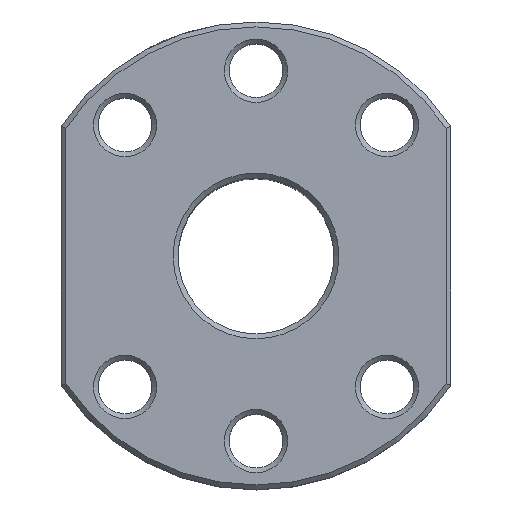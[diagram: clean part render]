
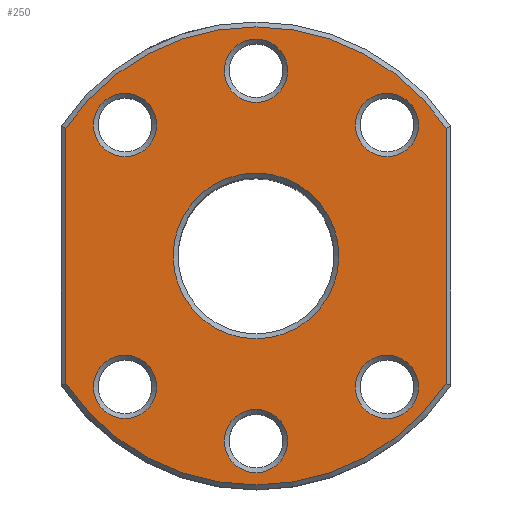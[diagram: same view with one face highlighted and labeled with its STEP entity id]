
A CAD part, top view. The second image highlights one B-rep face of the part: STEP entity #250.
In plain terms, the highlighted planar face has unit normal (0, 0, 1).
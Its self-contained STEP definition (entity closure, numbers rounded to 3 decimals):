
#223=CIRCLE('',#2315,3.25);
#224=CIRCLE('',#2316,3.25);
#225=CIRCLE('',#2317,3.25);
#226=CIRCLE('',#2318,3.25);
#227=CIRCLE('',#2319,3.25);
#228=CIRCLE('',#2320,3.25);
#229=CIRCLE('',#2321,23.5);
#230=CIRCLE('',#2322,23.5);
#231=CIRCLE('',#2323,8.5);
#250=ADVANCED_FACE('',(#481,#482,#483,#484,#485,#486,#487,#488),#374,.T.);
#374=PLANE('',#2324);
#481=FACE_BOUND('',#571,.T.);
#482=FACE_BOUND('',#572,.T.);
#483=FACE_BOUND('',#573,.T.);
#484=FACE_BOUND('',#574,.T.);
#485=FACE_BOUND('',#575,.T.);
#486=FACE_BOUND('',#576,.T.);
#487=FACE_BOUND('',#577,.T.);
#488=FACE_BOUND('',#578,.T.);
#571=EDGE_LOOP('',(#980));
#572=EDGE_LOOP('',(#981));
#573=EDGE_LOOP('',(#982));
#574=EDGE_LOOP('',(#983));
#575=EDGE_LOOP('',(#984));
#576=EDGE_LOOP('',(#985));
#577=EDGE_LOOP('',(#986,#987,#988,#989));
#578=EDGE_LOOP('',(#990));
#980=ORIENTED_EDGE('',*,*,#1772,.T.);
#981=ORIENTED_EDGE('',*,*,#1773,.T.);
#982=ORIENTED_EDGE('',*,*,#1774,.T.);
#983=ORIENTED_EDGE('',*,*,#1775,.T.);
#984=ORIENTED_EDGE('',*,*,#1776,.T.);
#985=ORIENTED_EDGE('',*,*,#1777,.T.);
#986=ORIENTED_EDGE('',*,*,#1778,.T.);
#987=ORIENTED_EDGE('',*,*,#1779,.T.);
#988=ORIENTED_EDGE('',*,*,#1780,.T.);
#989=ORIENTED_EDGE('',*,*,#1781,.T.);
#990=ORIENTED_EDGE('',*,*,#1782,.T.);
#1562=VERTEX_POINT('',#3481);
#1563=VERTEX_POINT('',#3483);
#1564=VERTEX_POINT('',#3485);
#1565=VERTEX_POINT('',#3487);
#1566=VERTEX_POINT('',#3489);
#1567=VERTEX_POINT('',#3491);
#1568=VERTEX_POINT('',#3493);
#1569=VERTEX_POINT('',#3494);
#1570=VERTEX_POINT('',#3496);
#1571=VERTEX_POINT('',#3498);
#1572=VERTEX_POINT('',#3501);
#1772=EDGE_CURVE('',#1562,#1562,#223,.T.);
#1773=EDGE_CURVE('',#1563,#1563,#224,.T.);
#1774=EDGE_CURVE('',#1564,#1564,#225,.T.);
#1775=EDGE_CURVE('',#1565,#1565,#226,.T.);
#1776=EDGE_CURVE('',#1566,#1566,#227,.T.);
#1777=EDGE_CURVE('',#1567,#1567,#228,.T.);
#1778=EDGE_CURVE('',#1568,#1569,#229,.T.);
#1779=EDGE_CURVE('',#1569,#1570,#2023,.T.);
#1780=EDGE_CURVE('',#1570,#1571,#230,.T.);
#1781=EDGE_CURVE('',#1571,#1568,#2024,.T.);
#1782=EDGE_CURVE('',#1572,#1572,#231,.T.);
#2023=LINE('',#3495,#2163);
#2024=LINE('',#3499,#2164);
#2163=VECTOR('',#2552,1.);
#2164=VECTOR('',#2555,1.);
#2315=AXIS2_PLACEMENT_3D('',#3480,#2538,#2539);
#2316=AXIS2_PLACEMENT_3D('',#3482,#2540,#2541);
#2317=AXIS2_PLACEMENT_3D('',#3484,#2542,#2543);
#2318=AXIS2_PLACEMENT_3D('',#3486,#2544,#2545);
#2319=AXIS2_PLACEMENT_3D('',#3488,#2546,#2547);
#2320=AXIS2_PLACEMENT_3D('',#3490,#2548,#2549);
#2321=AXIS2_PLACEMENT_3D('',#3492,#2550,#2551);
#2322=AXIS2_PLACEMENT_3D('',#3497,#2553,#2554);
#2323=AXIS2_PLACEMENT_3D('',#3500,#2556,#2557);
#2324=AXIS2_PLACEMENT_3D('',#3502,#2558,#2559);
#2538=DIRECTION('',(0.,0.,-1.));
#2539=DIRECTION('',(1.,0.,0.));
#2540=DIRECTION('',(0.,0.,-1.));
#2541=DIRECTION('',(1.,0.,0.));
#2542=DIRECTION('',(0.,0.,-1.));
#2543=DIRECTION('',(1.,0.,0.));
#2544=DIRECTION('',(0.,0.,-1.));
#2545=DIRECTION('',(1.,0.,0.));
#2546=DIRECTION('',(0.,0.,-1.));
#2547=DIRECTION('',(1.,0.,0.));
#2548=DIRECTION('',(0.,0.,-1.));
#2549=DIRECTION('',(1.,0.,0.));
#2550=DIRECTION('',(0.,0.,1.));
#2551=DIRECTION('',(1.,0.,0.));
#2552=DIRECTION('',(0.,-1.,0.));
#2553=DIRECTION('',(0.,0.,1.));
#2554=DIRECTION('',(1.,0.,0.));
#2555=DIRECTION('',(0.,1.,0.));
#2556=DIRECTION('',(0.,0.,-1.));
#2557=DIRECTION('',(1.,0.,0.));
#2558=DIRECTION('',(0.,0.,1.));
#2559=DIRECTION('',(-1.,0.,0.));
#3480=CARTESIAN_POINT('',(-13.435,13.435,0.));
#3481=CARTESIAN_POINT('',(-10.185,13.435,0.));
#3482=CARTESIAN_POINT('',(-13.435,-13.435,0.));
#3483=CARTESIAN_POINT('',(-10.185,-13.435,0.));
#3484=CARTESIAN_POINT('',(0.,-19.,0.));
#3485=CARTESIAN_POINT('',(3.25,-19.,0.));
#3486=CARTESIAN_POINT('',(0.,19.,0.));
#3487=CARTESIAN_POINT('',(3.25,19.,0.));
#3488=CARTESIAN_POINT('',(13.435,13.435,0.));
#3489=CARTESIAN_POINT('',(16.685,13.435,0.));
#3490=CARTESIAN_POINT('',(13.435,-13.435,0.));
#3491=CARTESIAN_POINT('',(16.685,-13.435,0.));
#3492=CARTESIAN_POINT('',(0.,0.,0.));
#3493=CARTESIAN_POINT('',(19.5,13.115,0.));
#3494=CARTESIAN_POINT('',(-19.5,13.115,0.));
#3495=CARTESIAN_POINT('',(-19.5,-13.266,0.));
#3496=CARTESIAN_POINT('',(-19.5,-13.115,0.));
#3497=CARTESIAN_POINT('',(0.,0.,0.));
#3498=CARTESIAN_POINT('',(19.5,-13.115,0.));
#3499=CARTESIAN_POINT('',(19.5,13.266,0.));
#3500=CARTESIAN_POINT('',(0.,0.,0.));
#3501=CARTESIAN_POINT('',(8.5,0.,0.));
#3502=CARTESIAN_POINT('',(0.,0.,0.));
